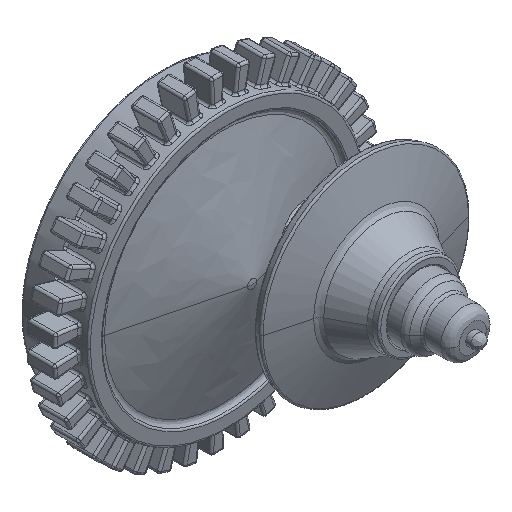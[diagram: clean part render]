
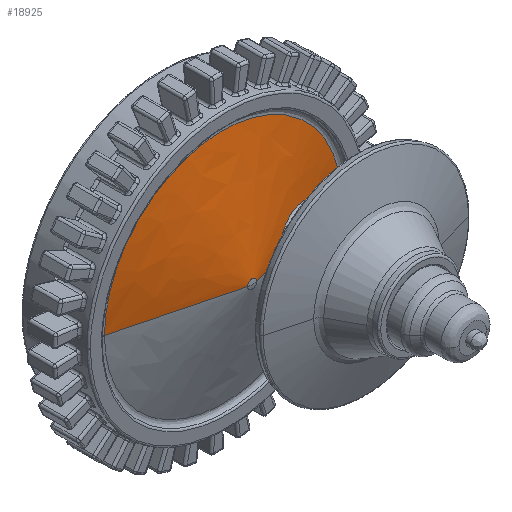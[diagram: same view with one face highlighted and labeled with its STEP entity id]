
A CAD part, isometric view. The second image highlights one B-rep face of the part: STEP entity #18925.
In plain terms, the highlighted free-form (B-spline) face has degree [2, 1] with [5, 2] control points.
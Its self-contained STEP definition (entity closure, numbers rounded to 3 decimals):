
#18408 = VERTEX_POINT('',#18409);
#18409 = CARTESIAN_POINT('',(8.051,-4.151,0.));
#18415 = EDGE_CURVE('',#18416,#18408,#18418,.T.);
#18416 = VERTEX_POINT('',#18417);
#18417 = CARTESIAN_POINT('',(-8.051,-4.151,0.));
#18418 = ( BOUNDED_CURVE() B_SPLINE_CURVE(2,(#18419,#18420,#18421,#18422
,#18423),.UNSPECIFIED.,.F.,.F.) B_SPLINE_CURVE_WITH_KNOTS((3,2,3),(0.,
1.571,3.142),.PIECEWISE_BEZIER_KNOTS.) CURVE() 
GEOMETRIC_REPRESENTATION_ITEM() RATIONAL_B_SPLINE_CURVE((1.,
0.707,1.,0.707,1.)) REPRESENTATION_ITEM('') );
#18419 = CARTESIAN_POINT('',(-8.051,-4.151,0.));
#18420 = CARTESIAN_POINT('',(-8.051,-4.151,
    8.051));
#18421 = CARTESIAN_POINT('',(0.,-4.151,
    8.051));
#18422 = CARTESIAN_POINT('',(8.051,-4.151,
    8.051));
#18423 = CARTESIAN_POINT('',(8.051,-4.151,
    0.));
#18510 = EDGE_CURVE('',#18511,#18513,#18515,.T.);
#18511 = VERTEX_POINT('',#18512);
#18512 = CARTESIAN_POINT('',(2.318,-5.625,
    0.));
#18513 = VERTEX_POINT('',#18514);
#18514 = CARTESIAN_POINT('',(0.308,-6.142,0.));
#18515 = B_SPLINE_CURVE_WITH_KNOTS('',1,(#18516,#18517),.UNSPECIFIED.,
  .F.,.F.,(2,2),(-0.,1.679),.PIECEWISE_BEZIER_KNOTS.);
#18516 = CARTESIAN_POINT('',(2.318,-5.625,
    0.));
#18517 = CARTESIAN_POINT('',(0.308,-6.142,
    0.));
#18520 = VERTEX_POINT('',#18521);
#18521 = CARTESIAN_POINT('',(-0.308,-6.142,0.));
#18529 = EDGE_CURVE('',#18416,#18520,#18530,.T.);
#18530 = B_SPLINE_CURVE_WITH_KNOTS('',1,(#18531,#18532),.UNSPECIFIED.,
  .F.,.F.,(2,2),(0.,6.467),.PIECEWISE_BEZIER_KNOTS.);
#18531 = CARTESIAN_POINT('',(-8.051,-4.151,0.));
#18532 = CARTESIAN_POINT('',(-0.308,-6.142,0.));
#18535 = EDGE_CURVE('',#18408,#18536,#18538,.T.);
#18536 = VERTEX_POINT('',#18537);
#18537 = CARTESIAN_POINT('',(6.274,-4.608,
    0.));
#18538 = B_SPLINE_CURVE_WITH_KNOTS('',1,(#18539,#18540),.UNSPECIFIED.,
  .F.,.F.,(2,2),(-0.,1.484),.PIECEWISE_BEZIER_KNOTS.);
#18539 = CARTESIAN_POINT('',(8.051,-4.151,0.));
#18540 = CARTESIAN_POINT('',(6.274,-4.608,
    0.));
#18741 = EDGE_CURVE('',#18536,#18511,#18742,.T.);
#18742 = B_SPLINE_CURVE_WITH_KNOTS('',3,(#18743,#18744,#18745,#18746,
    #18747,#18748,#18749,#18750,#18751,#18752,#18753,#18754,#18755,
    #18756,#18757,#18758,#18759,#18760,#18761,#18762,#18763,#18764,
    #18765,#18766,#18767,#18768,#18769,#18770),.UNSPECIFIED.,.F.,.F.,(4,
    1,1,1,1,1,1,1,1,1,1,1,1,1,1,1,1,1,1,1,1,1,1,1,1,4),(0.,0.04,0.08
    ,0.12,0.16,0.2,0.24,0.28,0.32,0.36,0.4,0.44,0.48,0.52,0.56,0.6,0.64,
    0.68,0.72,0.76,0.8,0.84,0.88,0.92,0.96,1.),.QUASI_UNIFORM_KNOTS.);
#18743 = CARTESIAN_POINT('',(6.274,-4.608,
    0.));
#18744 = CARTESIAN_POINT('',(6.274,-4.608,
    0.112));
#18745 = CARTESIAN_POINT('',(6.255,-4.611,
    0.346));
#18746 = CARTESIAN_POINT('',(6.147,-4.63,
    0.733));
#18747 = CARTESIAN_POINT('',(5.953,-4.666,
    1.101));
#18748 = CARTESIAN_POINT('',(5.687,-4.715,
    1.42));
#18749 = CARTESIAN_POINT('',(5.359,-4.778,
    1.677));
#18750 = CARTESIAN_POINT('',(4.981,-4.855,
    1.861));
#18751 = CARTESIAN_POINT('',(4.593,-4.938,
    1.956));
#18752 = CARTESIAN_POINT('',(4.239,-5.019,
    1.973));
#18753 = CARTESIAN_POINT('',(3.93,-5.095,
    1.937));
#18754 = CARTESIAN_POINT('',(3.663,-5.164,
    1.865));
#18755 = CARTESIAN_POINT('',(3.434,-5.228,
    1.77));
#18756 = CARTESIAN_POINT('',(3.24,-5.285,
    1.661));
#18757 = CARTESIAN_POINT('',(3.077,-5.336,
    1.545));
#18758 = CARTESIAN_POINT('',(2.938,-5.382,1.426)
  );
#18759 = CARTESIAN_POINT('',(2.813,-5.425,
    1.298));
#18760 = CARTESIAN_POINT('',(2.695,-5.468,
    1.151));
#18761 = CARTESIAN_POINT('',(2.59,-5.508,
    0.992));
#18762 = CARTESIAN_POINT('',(2.508,-5.541,
    0.839));
#18763 = CARTESIAN_POINT('',(2.447,-5.567,
    0.696));
#18764 = CARTESIAN_POINT('',(2.397,-5.589,
    0.55));
#18765 = CARTESIAN_POINT('',(2.361,-5.605,
    0.412));
#18766 = CARTESIAN_POINT('',(2.339,-5.615,
    0.291));
#18767 = CARTESIAN_POINT('',(2.326,-5.621,
    0.184));
#18768 = CARTESIAN_POINT('',(2.319,-5.625,
    0.088));
#18769 = CARTESIAN_POINT('',(2.318,-5.625,
    0.029));
#18770 = CARTESIAN_POINT('',(2.318,-5.625,
    0.));
#18925 = ADVANCED_FACE('',(#18926),#18941,.T.);
#18926 = FACE_BOUND('',#18927,.T.);
#18927 = EDGE_LOOP('',(#18928,#18929,#18930,#18931,#18939,#18940));
#18928 = ORIENTED_EDGE('',*,*,#18535,.F.);
#18929 = ORIENTED_EDGE('',*,*,#18415,.F.);
#18930 = ORIENTED_EDGE('',*,*,#18529,.T.);
#18931 = ORIENTED_EDGE('',*,*,#18932,.T.);
#18932 = EDGE_CURVE('',#18520,#18513,#18933,.T.);
#18933 = ( BOUNDED_CURVE() B_SPLINE_CURVE(2,(#18934,#18935,#18936,#18937
,#18938),.UNSPECIFIED.,.F.,.F.) B_SPLINE_CURVE_WITH_KNOTS((3,2,3),(0.,
1.571,3.142),.PIECEWISE_BEZIER_KNOTS.) CURVE() 
GEOMETRIC_REPRESENTATION_ITEM() RATIONAL_B_SPLINE_CURVE((1.,
0.707,1.,0.707,1.)) REPRESENTATION_ITEM('') );
#18934 = CARTESIAN_POINT('',(-0.308,-6.142,0.));
#18935 = CARTESIAN_POINT('',(-0.308,-6.142,
    0.308));
#18936 = CARTESIAN_POINT('',(0.,-6.142,
    0.308));
#18937 = CARTESIAN_POINT('',(0.308,-6.142,
    0.308));
#18938 = CARTESIAN_POINT('',(0.308,-6.142,
    0.));
#18939 = ORIENTED_EDGE('',*,*,#18510,.F.);
#18940 = ORIENTED_EDGE('',*,*,#18741,.F.);
#18941 = ( BOUNDED_SURFACE() B_SPLINE_SURFACE(2,1,(
    (#18942,#18943)
    ,(#18944,#18945)
    ,(#18946,#18947)
    ,(#18948,#18949)
    ,(#18950,#18951
)),.UNSPECIFIED.,.F.,.F.,.F.) B_SPLINE_SURFACE_WITH_KNOTS((3,2,3),(2,2),
  (3.142,4.712,6.283),(-3.234,
    3.234),.PIECEWISE_BEZIER_KNOTS.) 
GEOMETRIC_REPRESENTATION_ITEM() RATIONAL_B_SPLINE_SURFACE((
    (1.,1.)
    ,(0.707,0.707)
    ,(1.,1.)
    ,(0.707,0.707)
,(1.,1.))) REPRESENTATION_ITEM('') SURFACE() );
#18942 = CARTESIAN_POINT('',(-0.308,-6.142,
    0.));
#18943 = CARTESIAN_POINT('',(-8.051,-4.151,
    0.));
#18944 = CARTESIAN_POINT('',(-0.308,-6.142,
    0.308));
#18945 = CARTESIAN_POINT('',(-8.051,-4.151,
    8.051));
#18946 = CARTESIAN_POINT('',(0.,-6.142,
    0.308));
#18947 = CARTESIAN_POINT('',(0.,-4.151,
    8.051));
#18948 = CARTESIAN_POINT('',(0.308,-6.142,
    0.308));
#18949 = CARTESIAN_POINT('',(8.051,-4.151,
    8.051));
#18950 = CARTESIAN_POINT('',(0.308,-6.142,
    0.));
#18951 = CARTESIAN_POINT('',(8.051,-4.151,
    0.));
